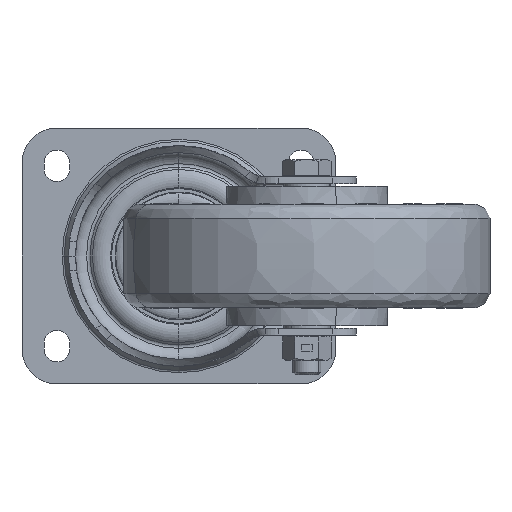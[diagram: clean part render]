
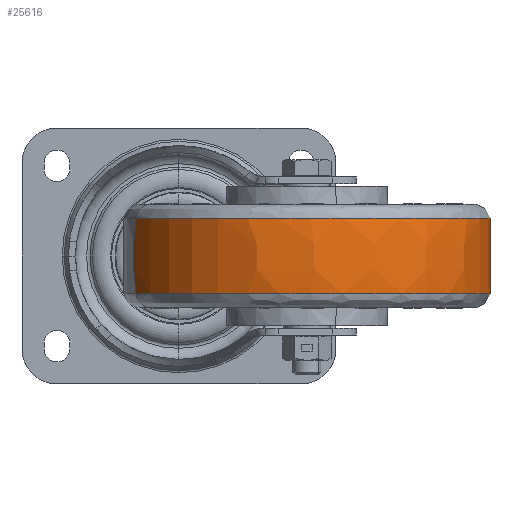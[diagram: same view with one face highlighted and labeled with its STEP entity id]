
A CAD part, front view. The second image highlights one B-rep face of the part: STEP entity #25616.
In plain terms, the highlighted free-form (B-spline) face has degree [3, 3] with [4, 4] control points.
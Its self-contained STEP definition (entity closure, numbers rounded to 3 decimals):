
#969 = CARTESIAN_POINT ( 'NONE',  ( 185.349, -228.517, 16.289 ) ) ;
#1553 = ORIENTED_EDGE ( 'NONE', *, *, #16379, .T. ) ;
#2161 = EDGE_LOOP ( 'NONE', ( #32293, #26400, #1553, #24172 ) ) ;
#2212 = AXIS2_PLACEMENT_3D ( 'NONE', #8638, #14472, #32616 ) ;
#3534 = AXIS2_PLACEMENT_3D ( 'NONE', #6450, #16585, #32317 ) ;
#3806 = CIRCLE ( 'NONE', #26773, 110. ) ;
#5587 = CARTESIAN_POINT ( 'NONE',  ( -18.477, -138.436, -16.289 ) ) ;
#5941 = CARTESIAN_POINT ( 'NONE',  ( 38.054, -288.996, 5.47 ) ) ;
#6450 = CARTESIAN_POINT ( 'NONE',  ( 55., -110., -16.289 ) ) ;
#8638 = CARTESIAN_POINT ( 'NONE',  ( 27.022, -120.828, 0. ) ) ;
#9008 = CARTESIAN_POINT ( 'NONE',  ( -19.987, -139.021, -5.47 ) ) ;
#9399 = DIRECTION ( 'NONE',  ( 0.361, -0.933, 0. ) ) ;
#10485 = EDGE_CURVE ( 'NONE', #32709, #25840, #12147, .T. ) ;
#10506 = CARTESIAN_POINT ( 'NONE',  ( 128.477, -81.564, -16.289 ) ) ;
#10888 = CARTESIAN_POINT ( 'NONE',  ( -18.477, -138.436, 16.289 ) ) ;
#10894 = CARTESIAN_POINT ( 'NONE',  ( -18.477, -138.436, -16.289 ) ) ;
#11246 = CARTESIAN_POINT ( 'NONE',  ( 185.349, -228.517, -16.289 ) ) ;
#11411 = CARTESIAN_POINT ( 'NONE',  ( -19.987, -139.021, 5.47 ) ) ;
#11819 = FACE_OUTER_BOUND ( 'NONE', #2161, .T. ) ;
#12147 = CIRCLE ( 'NONE', #2212, 110. ) ;
#13416 = CIRCLE ( 'NONE', #3534, 78.787 ) ;
#14011 = CARTESIAN_POINT ( 'NONE',  ( 38.396, -285.389, -16.289 ) ) ;
#14472 = DIRECTION ( 'NONE',  ( -0.361, 0.933, 0. ) ) ;
#14885 = DIRECTION ( 'NONE',  ( -0.933, -0.361, 0. ) ) ;
#16379 = EDGE_CURVE ( 'NONE', #19386, #25840, #13416, .T. ) ;
#16566 = CARTESIAN_POINT ( 'NONE',  ( 55., -110., 16.289 ) ) ;
#16585 = DIRECTION ( 'NONE',  ( 0., 0., 1. ) ) ;
#17722 =( BOUNDED_SURFACE ( )  B_SPLINE_SURFACE ( 3, 3, ( 
 ( #18992, #21735, #969, #22052 ),
 ( #11411, #5941, #26670, #21894 ),
 ( #9008, #24291, #32147, #32473 ),
 ( #10894, #14011, #11246, #24626 ) ),
 .UNSPECIFIED., .F., .F., .T. ) 
 B_SPLINE_SURFACE_WITH_KNOTS ( ( 4, 4 ),
 ( 4, 4 ),
 ( 0., 1. ),
 ( 0., 1. ),
 .UNSPECIFIED. ) 
 GEOMETRIC_REPRESENTATION_ITEM ( )  RATIONAL_B_SPLINE_SURFACE ( (
 ( 1., 0.333, 0.333, 1.),
 ( 0.993, 0.331, 0.331, 0.993),
 ( 0.993, 0.331, 0.331, 0.993),
 ( 1., 0.333, 0.333, 1.) ) ) 
 REPRESENTATION_ITEM ( '' )  SURFACE ( )  );
#18992 = CARTESIAN_POINT ( 'NONE',  ( -18.477, -138.436, 16.289 ) ) ;
#19386 = VERTEX_POINT ( 'NONE', #5587 ) ;
#19922 = EDGE_CURVE ( 'NONE', #24106, #19386, #3806, .T. ) ;
#21735 = CARTESIAN_POINT ( 'NONE',  ( 38.396, -285.389, 16.289 ) ) ;
#21894 = CARTESIAN_POINT ( 'NONE',  ( 129.987, -80.979, 5.47 ) ) ;
#22052 = CARTESIAN_POINT ( 'NONE',  ( 128.477, -81.564, 16.289 ) ) ;
#22449 = CARTESIAN_POINT ( 'NONE',  ( 82.978, -99.172, 0. ) ) ;
#24106 = VERTEX_POINT ( 'NONE', #10888 ) ;
#24151 = EDGE_CURVE ( 'NONE', #32709, #24106, #33142, .T. ) ;
#24172 = ORIENTED_EDGE ( 'NONE', *, *, #10485, .F. ) ;
#24287 = DIRECTION ( 'NONE',  ( 0., 0., -1. ) ) ;
#24291 = CARTESIAN_POINT ( 'NONE',  ( 38.054, -288.996, -5.47 ) ) ;
#24626 = CARTESIAN_POINT ( 'NONE',  ( 128.477, -81.564, -16.289 ) ) ;
#24791 = DIRECTION ( 'NONE',  ( 0.933, 0.361, 0. ) ) ;
#25616 = ADVANCED_FACE ( 'NONE', ( #11819 ), #17722, .T. ) ;
#25840 = VERTEX_POINT ( 'NONE', #10506 ) ;
#26400 = ORIENTED_EDGE ( 'NONE', *, *, #19922, .T. ) ;
#26670 = CARTESIAN_POINT ( 'NONE',  ( 188.029, -230.954, 5.47 ) ) ;
#26773 = AXIS2_PLACEMENT_3D ( 'NONE', #22449, #9399, #14885 ) ;
#30928 = CARTESIAN_POINT ( 'NONE',  ( 128.477, -81.564, 16.289 ) ) ;
#30950 = AXIS2_PLACEMENT_3D ( 'NONE', #16566, #24287, #24791 ) ;
#32147 = CARTESIAN_POINT ( 'NONE',  ( 188.029, -230.954, -5.47 ) ) ;
#32293 = ORIENTED_EDGE ( 'NONE', *, *, #24151, .T. ) ;
#32317 = DIRECTION ( 'NONE',  ( 0.933, 0.361, 0. ) ) ;
#32473 = CARTESIAN_POINT ( 'NONE',  ( 129.987, -80.979, -5.47 ) ) ;
#32616 = DIRECTION ( 'NONE',  ( 0.933, 0.361, 0. ) ) ;
#32709 = VERTEX_POINT ( 'NONE', #30928 ) ;
#33142 = CIRCLE ( 'NONE', #30950, 78.787 ) ;
